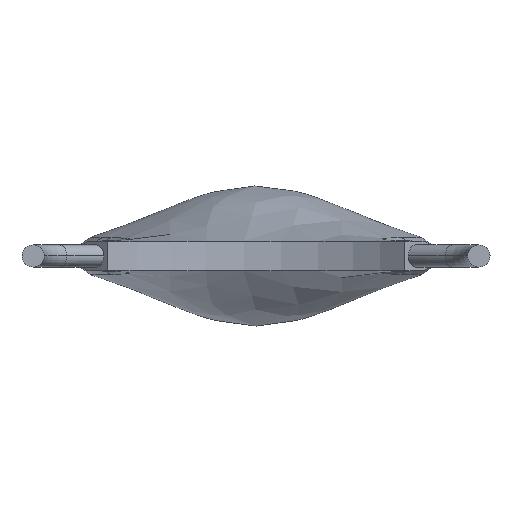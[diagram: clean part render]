
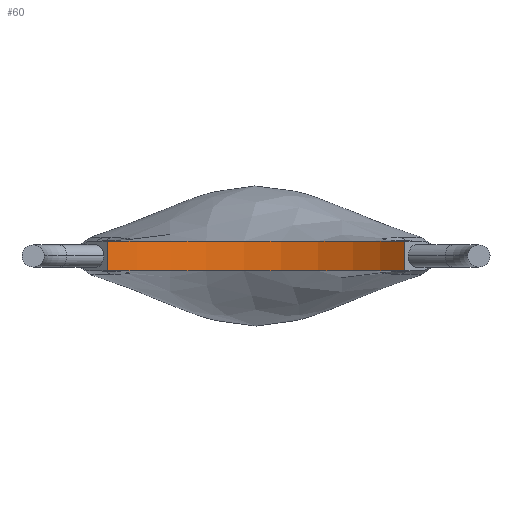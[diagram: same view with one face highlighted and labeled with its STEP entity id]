
A CAD part, front view. The second image highlights one B-rep face of the part: STEP entity #60.
In plain terms, the highlighted cylindrical face has radius 3.81 mm (diameter 7.62 mm), a partial arc.
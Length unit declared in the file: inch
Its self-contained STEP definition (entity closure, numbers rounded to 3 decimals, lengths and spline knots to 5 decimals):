
#50 = VERTEX_POINT ( 'NONE', #2094 ) ;
#52 = VERTEX_POINT ( 'NONE', #2096 ) ;
#57 = EDGE_CURVE ( 'NONE', #52, #50, #2152, .T. ) ;
#60 = ADVANCED_FACE ( 'NONE', ( #2137 ), #2213, .F. ) ;
#61 = EDGE_LOOP ( 'NONE', ( #83, #86, #89, #91 ) ) ;
#83 = ORIENTED_EDGE ( 'NONE', *, *, #84, .T. ) ;
#84 = EDGE_CURVE ( 'NONE', #50, #85, #1058, .T. ) ;
#85 = VERTEX_POINT ( 'NONE', #1057 ) ;
#86 = ORIENTED_EDGE ( 'NONE', *, *, #87, .F. ) ;
#87 = EDGE_CURVE ( 'NONE', #88, #85, #993, .T. ) ;
#88 = VERTEX_POINT ( 'NONE', #989 ) ;
#89 = ORIENTED_EDGE ( 'NONE', *, *, #90, .F. ) ;
#90 = EDGE_CURVE ( 'NONE', #52, #88, #1103, .T. ) ;
#91 = ORIENTED_EDGE ( 'NONE', *, *, #57, .T. ) ;
#989 = CARTESIAN_POINT ( 'NONE',  ( 0.1001, -0.17829, 0.00999 ) ) ;
#990 = DIRECTION ( 'NONE',  ( 0., 0., -1. ) ) ;
#991 = VECTOR ( 'NONE', #990, 39.37008 ) ;
#992 = CARTESIAN_POINT ( 'NONE',  ( 0.1001, -0.17829, 0.01 ) ) ;
#993 = LINE ( 'NONE', #992, #991 ) ;
#1057 = CARTESIAN_POINT ( 'NONE',  ( 0.1001, -0.17829, -0.00999 ) ) ;
#1058 = B_SPLINE_CURVE_WITH_KNOTS ( 'NONE', 3,
 ( #1123, #1122, #1121, #1120, #1119, #1118, #1117, #1116, #1115, #1114, #1113, #1112, #1111, #1110, #1109, #1108, #1107, #1106 ),
 .UNSPECIFIED., .F., .F.,
 ( 4, 2, 2, 2, 2, 2, 2, 2, 4 ),
 ( 0., 0.00069, 0.00138, 0.00208, 0.00277, 0.00346, 0.00415, 0.00484, 0.00554 ),
 .UNSPECIFIED. ) ;
#1075 = CARTESIAN_POINT ( 'NONE',  ( 0.1001, -0.17829, 0.00999 ) ) ;
#1076 = CARTESIAN_POINT ( 'NONE',  ( 0.09324, -0.17214, 0.01001 ) ) ;
#1077 = CARTESIAN_POINT ( 'NONE',  ( 0.08579, -0.16662, 0.01 ) ) ;
#1078 = CARTESIAN_POINT ( 'NONE',  ( 0.0702, -0.15713, 0.00999 ) ) ;
#1079 = CARTESIAN_POINT ( 'NONE',  ( 0.06205, -0.15313, 0.01002 ) ) ;
#1080 = CARTESIAN_POINT ( 'NONE',  ( 0.04501, -0.14662, 0.01 ) ) ;
#1081 = CARTESIAN_POINT ( 'NONE',  ( 0.03607, -0.14412, 0.00998 ) ) ;
#1082 = CARTESIAN_POINT ( 'NONE',  ( 0.01816, -0.14083, 0.01 ) ) ;
#1083 = CARTESIAN_POINT ( 'NONE',  ( 0.00912, -0.14, 0.01002 ) ) ;
#1084 = CARTESIAN_POINT ( 'NONE',  ( -0.00918, -0.14, 0.01002 ) ) ;
#1085 = CARTESIAN_POINT ( 'NONE',  ( -0.01839, -0.14085, 0.00999 ) ) ;
#1086 = CARTESIAN_POINT ( 'NONE',  ( -0.03627, -0.14417, 0.00998 ) ) ;
#1087 = CARTESIAN_POINT ( 'NONE',  ( -0.04503, -0.14662, 0.01 ) ) ;
#1088 = CARTESIAN_POINT ( 'NONE',  ( -0.06217, -0.15318, 0.01002 ) ) ;
#1089 = CARTESIAN_POINT ( 'NONE',  ( -0.07042, -0.15724, 0.00999 ) ) ;
#1090 = CARTESIAN_POINT ( 'NONE',  ( -0.08592, -0.16671, 0.01 ) ) ;
#1091 = CARTESIAN_POINT ( 'NONE',  ( -0.09324, -0.17214, 0.01001 ) ) ;
#1101 = CARTESIAN_POINT ( 'NONE',  ( -0.1001, -0.17829, 0.00999 ) ) ;
#1103 = B_SPLINE_CURVE_WITH_KNOTS ( 'NONE', 3,
 ( #1101, #1091, #1090, #1089, #1088, #1087, #1086, #1085, #1084, #1083, #1082, #1081, #1080, #1079, #1078, #1077, #1076, #1075 ),
 .UNSPECIFIED., .F., .F.,
 ( 4, 2, 2, 2, 2, 2, 2, 2, 4 ),
 ( 0., 0.00069, 0.00138, 0.00208, 0.00277, 0.00346, 0.00415, 0.00484, 0.00554 ),
 .UNSPECIFIED. ) ;
#1106 = CARTESIAN_POINT ( 'NONE',  ( 0.1001, -0.17829, -0.00999 ) ) ;
#1107 = CARTESIAN_POINT ( 'NONE',  ( 0.09324, -0.17214, -0.01001 ) ) ;
#1108 = CARTESIAN_POINT ( 'NONE',  ( 0.08579, -0.16662, -0.01 ) ) ;
#1109 = CARTESIAN_POINT ( 'NONE',  ( 0.0702, -0.15713, -0.00999 ) ) ;
#1110 = CARTESIAN_POINT ( 'NONE',  ( 0.06205, -0.15313, -0.01002 ) ) ;
#1111 = CARTESIAN_POINT ( 'NONE',  ( 0.04501, -0.14662, -0.01 ) ) ;
#1112 = CARTESIAN_POINT ( 'NONE',  ( 0.03607, -0.14412, -0.00998 ) ) ;
#1113 = CARTESIAN_POINT ( 'NONE',  ( 0.01816, -0.14083, -0.01 ) ) ;
#1114 = CARTESIAN_POINT ( 'NONE',  ( 0.00912, -0.14, -0.01002 ) ) ;
#1115 = CARTESIAN_POINT ( 'NONE',  ( -0.00918, -0.14, -0.01002 ) ) ;
#1116 = CARTESIAN_POINT ( 'NONE',  ( -0.01839, -0.14085, -0.00999 ) ) ;
#1117 = CARTESIAN_POINT ( 'NONE',  ( -0.03627, -0.14417, -0.00998 ) ) ;
#1118 = CARTESIAN_POINT ( 'NONE',  ( -0.04503, -0.14662, -0.01 ) ) ;
#1119 = CARTESIAN_POINT ( 'NONE',  ( -0.06217, -0.15318, -0.01002 ) ) ;
#1120 = CARTESIAN_POINT ( 'NONE',  ( -0.07042, -0.15724, -0.00999 ) ) ;
#1121 = CARTESIAN_POINT ( 'NONE',  ( -0.08592, -0.16671, -0.01 ) ) ;
#1122 = CARTESIAN_POINT ( 'NONE',  ( -0.09324, -0.17214, -0.01001 ) ) ;
#1123 = CARTESIAN_POINT ( 'NONE',  ( -0.1001, -0.17829, -0.00999 ) ) ;
#2094 = CARTESIAN_POINT ( 'NONE',  ( -0.1001, -0.17829, -0.00999 ) ) ;
#2096 = CARTESIAN_POINT ( 'NONE',  ( -0.1001, -0.17829, 0.00999 ) ) ;
#2137 = FACE_OUTER_BOUND ( 'NONE', #61, .T. ) ;
#2141 = DIRECTION ( 'NONE',  ( 0., 0., -1. ) ) ;
#2142 = VECTOR ( 'NONE', #2141, 39.37008 ) ;
#2151 = CARTESIAN_POINT ( 'NONE',  ( -0.1001, -0.17829, 0.01 ) ) ;
#2152 = LINE ( 'NONE', #2151, #2142 ) ;
#2209 = DIRECTION ( 'NONE',  ( -1., 0., 0. ) ) ;
#2210 = DIRECTION ( 'NONE',  ( 0., 0., -1. ) ) ;
#2211 = CARTESIAN_POINT ( 'NONE',  ( 0., -0.29, 0.01 ) ) ;
#2212 = AXIS2_PLACEMENT_3D ( 'NONE', #2211, #2210, #2209 ) ;
#2213 = CYLINDRICAL_SURFACE ( 'NONE', #2212, 0.15 ) ;
